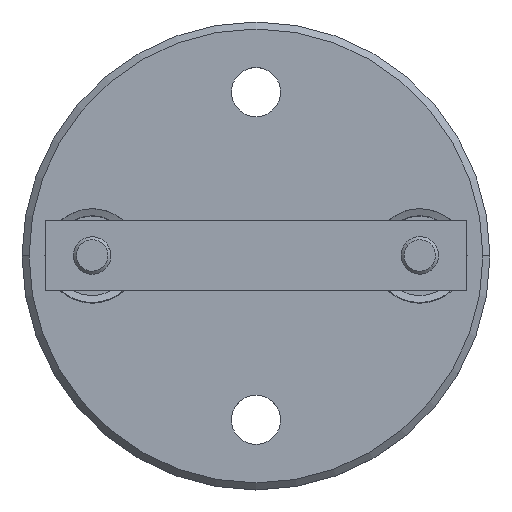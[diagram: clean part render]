
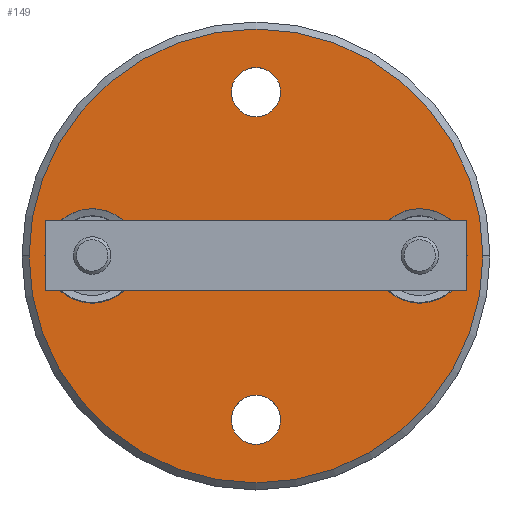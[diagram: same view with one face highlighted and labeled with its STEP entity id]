
A CAD part, top view. The second image highlights one B-rep face of the part: STEP entity #149.
In plain terms, the highlighted planar face has unit normal (0, 0, 1).
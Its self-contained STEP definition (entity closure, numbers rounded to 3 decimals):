
#25 = CARTESIAN_POINT ( 'NONE',  ( -5.25, 35., 6. ) ) ;
#34 = ORIENTED_EDGE ( 'NONE', *, *, #1293, .F. ) ;
#50 = DIRECTION ( 'NONE',  ( 0., 0., 1. ) ) ;
#93 = VERTEX_POINT ( 'NONE', #1839 ) ;
#102 = DIRECTION ( 'NONE',  ( 0., 0., 1. ) ) ;
#124 = AXIS2_PLACEMENT_3D ( 'NONE', #1904, #1934, #1571 ) ;
#149 = ADVANCED_FACE ( 'NONE', ( #535, #1803, #1375, #2102, #986 ), #1330, .T. ) ;
#180 = AXIS2_PLACEMENT_3D ( 'NONE', #996, #50, #1382 ) ;
#228 = VERTEX_POINT ( 'NONE', #365 ) ;
#286 = CARTESIAN_POINT ( 'NONE',  ( 48.5, 0., 6. ) ) ;
#296 = DIRECTION ( 'NONE',  ( 0., 0., 1. ) ) ;
#324 = CIRCLE ( 'NONE', #1893, 48.5 ) ;
#352 = CIRCLE ( 'NONE', #1271, 10.1 ) ;
#365 = CARTESIAN_POINT ( 'NONE',  ( -48.5, 0., 6. ) ) ;
#390 = EDGE_CURVE ( 'NONE', #1963, #1149, #800, .T. ) ;
#403 = VERTEX_POINT ( 'NONE', #1380 ) ;
#425 = EDGE_CURVE ( 'NONE', #775, #751, #2019, .T. ) ;
#431 = ORIENTED_EDGE ( 'NONE', *, *, #1899, .F. ) ;
#440 = DIRECTION ( 'NONE',  ( 0., 0., 1. ) ) ;
#484 = DIRECTION ( 'NONE',  ( 1., 0., 0. ) ) ;
#504 = DIRECTION ( 'NONE',  ( 1., 0., 0. ) ) ;
#518 = CARTESIAN_POINT ( 'NONE',  ( -24.9, 0., 6. ) ) ;
#535 = FACE_BOUND ( 'NONE', #619, .T. ) ;
#619 = EDGE_LOOP ( 'NONE', ( #1182, #1862 ) ) ;
#630 = DIRECTION ( 'NONE',  ( 0., 0., 1. ) ) ;
#727 = CARTESIAN_POINT ( 'NONE',  ( 0., 0., 6. ) ) ;
#742 = ORIENTED_EDGE ( 'NONE', *, *, #390, .F. ) ;
#751 = VERTEX_POINT ( 'NONE', #518 ) ;
#775 = VERTEX_POINT ( 'NONE', #1841 ) ;
#800 = CIRCLE ( 'NONE', #180, 5.25 ) ;
#802 = CARTESIAN_POINT ( 'NONE',  ( 0., 35., 6. ) ) ;
#842 = AXIS2_PLACEMENT_3D ( 'NONE', #1771, #1217, #1944 ) ;
#865 = CARTESIAN_POINT ( 'NONE',  ( -35., 0., 6. ) ) ;
#875 = EDGE_LOOP ( 'NONE', ( #1995, #1998 ) ) ;
#904 = VERTEX_POINT ( 'NONE', #1328 ) ;
#937 = DIRECTION ( 'NONE',  ( 1., 0., 0. ) ) ;
#956 = DIRECTION ( 'NONE',  ( 0., 0., 1. ) ) ;
#965 = DIRECTION ( 'NONE',  ( 1., 0., 0. ) ) ;
#986 = FACE_OUTER_BOUND ( 'NONE', #875, .T. ) ;
#996 = CARTESIAN_POINT ( 'NONE',  ( 0., 35., 6. ) ) ;
#1042 = CARTESIAN_POINT ( 'NONE',  ( 0., 0., 6. ) ) ;
#1069 = CARTESIAN_POINT ( 'NONE',  ( 0., 0., 6. ) ) ;
#1124 = AXIS2_PLACEMENT_3D ( 'NONE', #865, #1260, #2336 ) ;
#1149 = VERTEX_POINT ( 'NONE', #1721 ) ;
#1182 = ORIENTED_EDGE ( 'NONE', *, *, #1730, .F. ) ;
#1200 = CIRCLE ( 'NONE', #124, 10.1 ) ;
#1204 = EDGE_CURVE ( 'NONE', #2079, #228, #324, .T. ) ;
#1217 = DIRECTION ( 'NONE',  ( 0., 0., 1. ) ) ;
#1226 = CARTESIAN_POINT ( 'NONE',  ( 0., -35., 6. ) ) ;
#1239 = EDGE_LOOP ( 'NONE', ( #34, #1574 ) ) ;
#1260 = DIRECTION ( 'NONE',  ( 0., 0., 1. ) ) ;
#1271 = AXIS2_PLACEMENT_3D ( 'NONE', #1503, #956, #965 ) ;
#1293 = EDGE_CURVE ( 'NONE', #904, #93, #1912, .T. ) ;
#1328 = CARTESIAN_POINT ( 'NONE',  ( 5.25, -35., 6. ) ) ;
#1330 = PLANE ( 'NONE',  #2350 ) ;
#1347 = VERTEX_POINT ( 'NONE', #1452 ) ;
#1375 = FACE_BOUND ( 'NONE', #1681, .T. ) ;
#1380 = CARTESIAN_POINT ( 'NONE',  ( 24.9, 0., 6. ) ) ;
#1382 = DIRECTION ( 'NONE',  ( 1., 0., 0. ) ) ;
#1441 = CARTESIAN_POINT ( 'NONE',  ( 0., -35., 6. ) ) ;
#1443 = EDGE_CURVE ( 'NONE', #228, #2079, #2271, .T. ) ;
#1452 = CARTESIAN_POINT ( 'NONE',  ( 45.1, 0., 6. ) ) ;
#1478 = CIRCLE ( 'NONE', #842, 10.1 ) ;
#1481 = AXIS2_PLACEMENT_3D ( 'NONE', #1069, #102, #484 ) ;
#1503 = CARTESIAN_POINT ( 'NONE',  ( 35., 0., 6. ) ) ;
#1571 = DIRECTION ( 'NONE',  ( 1., 0., 0. ) ) ;
#1574 = ORIENTED_EDGE ( 'NONE', *, *, #2181, .F. ) ;
#1654 = ORIENTED_EDGE ( 'NONE', *, *, #1931, .F. ) ;
#1681 = EDGE_LOOP ( 'NONE', ( #1654, #742 ) ) ;
#1717 = DIRECTION ( 'NONE',  ( 0., 0., 1. ) ) ;
#1721 = CARTESIAN_POINT ( 'NONE',  ( 5.25, 35., 6. ) ) ;
#1730 = EDGE_CURVE ( 'NONE', #1347, #403, #352, .T. ) ;
#1771 = CARTESIAN_POINT ( 'NONE',  ( 35., 0., 6. ) ) ;
#1782 = DIRECTION ( 'NONE',  ( 1., 0., 0. ) ) ;
#1803 = FACE_BOUND ( 'NONE', #2169, .T. ) ;
#1807 = AXIS2_PLACEMENT_3D ( 'NONE', #1441, #296, #504 ) ;
#1839 = CARTESIAN_POINT ( 'NONE',  ( -5.25, -35., 6. ) ) ;
#1841 = CARTESIAN_POINT ( 'NONE',  ( -45.1, 0., 6. ) ) ;
#1862 = ORIENTED_EDGE ( 'NONE', *, *, #2050, .F. ) ;
#1893 = AXIS2_PLACEMENT_3D ( 'NONE', #1042, #440, #1936 ) ;
#1899 = EDGE_CURVE ( 'NONE', #751, #775, #1200, .T. ) ;
#1904 = CARTESIAN_POINT ( 'NONE',  ( -35., 0., 6. ) ) ;
#1912 = CIRCLE ( 'NONE', #2157, 5.25 ) ;
#1926 = DIRECTION ( 'NONE',  ( 1., 0., 0. ) ) ;
#1931 = EDGE_CURVE ( 'NONE', #1149, #1963, #1935, .T. ) ;
#1934 = DIRECTION ( 'NONE',  ( 0., 0., 1. ) ) ;
#1935 = CIRCLE ( 'NONE', #2376, 5.25 ) ;
#1936 = DIRECTION ( 'NONE',  ( 1., 0., 0. ) ) ;
#1944 = DIRECTION ( 'NONE',  ( 1., 0., 0. ) ) ;
#1963 = VERTEX_POINT ( 'NONE', #25 ) ;
#1995 = ORIENTED_EDGE ( 'NONE', *, *, #1443, .T. ) ;
#1998 = ORIENTED_EDGE ( 'NONE', *, *, #1204, .T. ) ;
#2019 = CIRCLE ( 'NONE', #1124, 10.1 ) ;
#2039 = DIRECTION ( 'NONE',  ( 0., 0., 1. ) ) ;
#2050 = EDGE_CURVE ( 'NONE', #403, #1347, #1478, .T. ) ;
#2079 = VERTEX_POINT ( 'NONE', #286 ) ;
#2102 = FACE_BOUND ( 'NONE', #1239, .T. ) ;
#2157 = AXIS2_PLACEMENT_3D ( 'NONE', #1226, #630, #1782 ) ;
#2169 = EDGE_LOOP ( 'NONE', ( #431, #2277 ) ) ;
#2181 = EDGE_CURVE ( 'NONE', #93, #904, #2300, .T. ) ;
#2271 = CIRCLE ( 'NONE', #1481, 48.5 ) ;
#2277 = ORIENTED_EDGE ( 'NONE', *, *, #425, .F. ) ;
#2300 = CIRCLE ( 'NONE', #1807, 5.25 ) ;
#2336 = DIRECTION ( 'NONE',  ( 1., 0., 0. ) ) ;
#2350 = AXIS2_PLACEMENT_3D ( 'NONE', #727, #2039, #937 ) ;
#2376 = AXIS2_PLACEMENT_3D ( 'NONE', #802, #1717, #1926 ) ;
